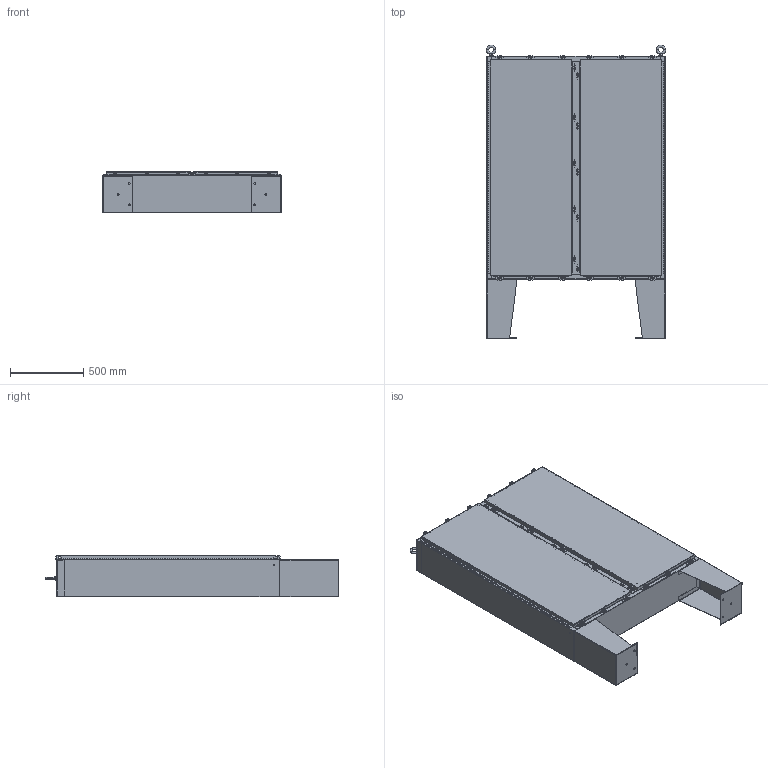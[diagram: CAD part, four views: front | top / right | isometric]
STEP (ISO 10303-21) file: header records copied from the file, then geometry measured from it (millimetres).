
FILE_DESCRIPTION (( 'STEP AP203' ), '1' );
FILE_NAME ('N60H4810SSWPLS.STEP', '2014-04-04T15:09:13', ( 'changeme' ), ( 'Microsoft' ), 'SwSTEP 2.0', 'SolidWorks 2013', '' );
FILE_SCHEMA (( 'CONFIG_CONTROL_DESIGN' ));
Length unit declared in the file: inch
Products named in the file (25): Mounting Studs; 22104005_DEFAULT; HW-EYE-NH-20425_3014T52; Quarter-20 CD Stud; Clamp Top; N60H4810SSWPLS Eye-Bolt_Stiffener; N60H4810SSWPLS; Clamp Assembly; N60H4810SSWPLS Enclosure Stiffener 14 GA; N60H4810SSWPLS Body; Standard Clamps; N60H4810SSWPLS Hinge Enclosure Side DoubleDoor; N60H4810SSWPLS Bottom; N60H4810SSWPLS FSD_DD - LSK - Stand; N60H4810SSWPLS Hinge Cover Side DoubleDoor; N60H4810SSWPLS Top; N60H4810SSWPLS FSD_DD-LSK - Base; N60H4810SSWPLS Hinge_DoubleDoor; N60H4810SSWPLS Left Cover; N60H4810SSWPLS DD_Leg Kit; Clamp Bracket; N60H4810SSWPLS Right Cover; N60H4810SSWPLS Backpanel; 22101002; N60H4810SSWPLS Center Post
Assembly tree (62 placements, depth 4):
  N60H4810SSWPLS
    N60H4810SSWPLS Body
    N60H4810SSWPLS Bottom
    N60H4810SSWPLS Top
    N60H4810SSWPLS Left Cover
    N60H4810SSWPLS Right Cover
    N60H4810SSWPLS Center Post
    HW-EYE-NH-20425_3014T52  x2
    N60H4810SSWPLS Eye-Bolt_Stiffener  x2
    N60H4810SSWPLS Enclosure Stiffener 14 GA  x3
    N60H4810SSWPLS Hinge_DoubleDoor  x2
      N60H4810SSWPLS Hinge Enclosure Side DoubleDoor
      N60H4810SSWPLS Hinge Cover Side DoubleDoor
    Standard Clamps  x22
      Clamp Bracket
      Clamp Assembly
        22101002  x2
        22104005_DEFAULT
        Clamp Top
    N60H4810SSWPLS DD_Leg Kit  x2
      N60H4810SSWPLS FSD_DD - LSK - Stand
      N60H4810SSWPLS FSD_DD-LSK - Base
    N60H4810SSWPLS Backpanel
    Mounting Studs  x8
    Quarter-20 CD Stud  x4
Bounding box: 1224.93 x 2006.6 x 284.5 mm (x, y, z)
Volume: 18297466.2 mm3; surface area: 17468954.6 mm2
Topology: 144 solids, 144 shells, 6348 faces, 16086 edges, 10096 vertices
Faces by surface type: plane 3306, cylinder 2714, cone 164, torus 136, bspline 28
Entity records: 68171 total; most frequent: CARTESIAN_POINT 12498, DIRECTION 11370, ORIENTED_EDGE 10642, EDGE_CURVE 5321, AXIS2_PLACEMENT_3D 3956, VECTOR 3458, LINE 3458, VERTEX_POINT 3244
